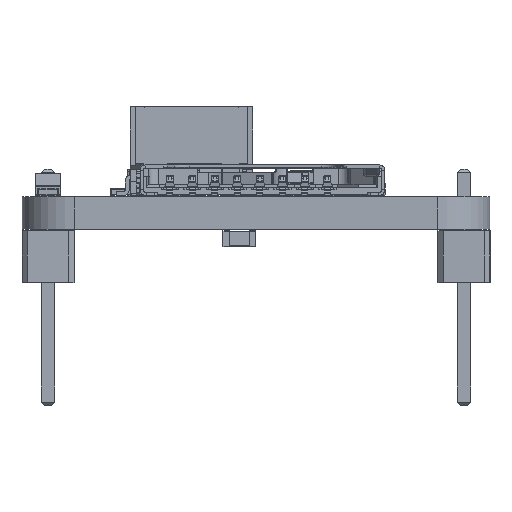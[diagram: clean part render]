
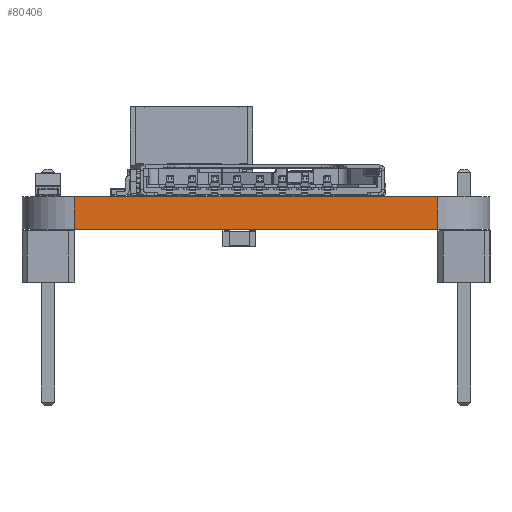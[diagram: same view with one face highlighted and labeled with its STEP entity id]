
A CAD part, left-side view. The second image highlights one B-rep face of the part: STEP entity #80406.
In plain terms, the highlighted planar face has unit normal (-1, 0, 0).
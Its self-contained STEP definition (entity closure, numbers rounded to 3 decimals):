
#79571 = VERTEX_POINT('',#79572);
#79572 = CARTESIAN_POINT('',(25.4,-27.94,0.));
#79579 = EDGE_CURVE('',#79580,#79571,#79582,.T.);
#79580 = VERTEX_POINT('',#79581);
#79581 = CARTESIAN_POINT('',(25.4,-45.72,0.));
#79582 = LINE('',#79583,#79584);
#79583 = CARTESIAN_POINT('',(25.4,-45.72,0.));
#79584 = VECTOR('',#79585,1.);
#79585 = DIRECTION('',(0.,1.,0.));
#79975 = VERTEX_POINT('',#79976);
#79976 = CARTESIAN_POINT('',(25.4,-27.94,1.6));
#79983 = EDGE_CURVE('',#79984,#79975,#79986,.T.);
#79984 = VERTEX_POINT('',#79985);
#79985 = CARTESIAN_POINT('',(25.4,-45.72,1.6));
#79986 = LINE('',#79987,#79988);
#79987 = CARTESIAN_POINT('',(25.4,-45.72,1.6));
#79988 = VECTOR('',#79989,1.);
#79989 = DIRECTION('',(0.,1.,0.));
#80376 = EDGE_CURVE('',#79571,#79975,#80377,.T.);
#80377 = LINE('',#80378,#80379);
#80378 = CARTESIAN_POINT('',(25.4,-27.94,0.));
#80379 = VECTOR('',#80380,1.);
#80380 = DIRECTION('',(0.,0.,1.));
#80406 = ADVANCED_FACE('',(#80407),#80418,.T.);
#80407 = FACE_BOUND('',#80408,.T.);
#80408 = EDGE_LOOP('',(#80409,#80415,#80416,#80417));
#80409 = ORIENTED_EDGE('',*,*,#80410,.T.);
#80410 = EDGE_CURVE('',#79580,#79984,#80411,.T.);
#80411 = LINE('',#80412,#80413);
#80412 = CARTESIAN_POINT('',(25.4,-45.72,0.));
#80413 = VECTOR('',#80414,1.);
#80414 = DIRECTION('',(0.,0.,1.));
#80415 = ORIENTED_EDGE('',*,*,#79983,.T.);
#80416 = ORIENTED_EDGE('',*,*,#80376,.F.);
#80417 = ORIENTED_EDGE('',*,*,#79579,.F.);
#80418 = PLANE('',#80419);
#80419 = AXIS2_PLACEMENT_3D('',#80420,#80421,#80422);
#80420 = CARTESIAN_POINT('',(25.4,-45.72,0.));
#80421 = DIRECTION('',(-1.,0.,0.));
#80422 = DIRECTION('',(0.,1.,0.));
